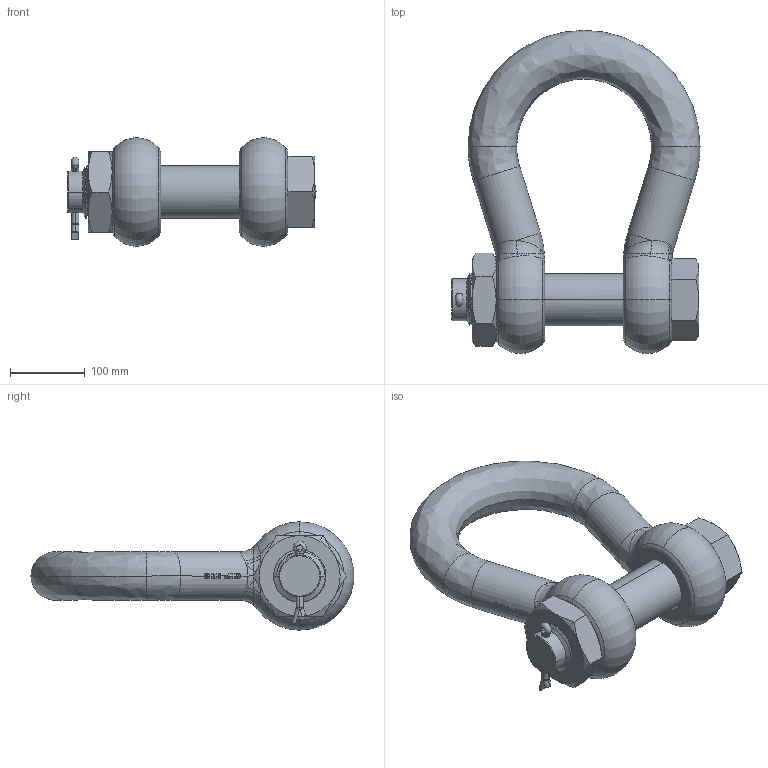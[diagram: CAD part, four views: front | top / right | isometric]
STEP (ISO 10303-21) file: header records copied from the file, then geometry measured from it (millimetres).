
FILE_DESCRIPTION(('STEP AP214'),'1');
FILE_NAME('poghmb65.stp','2017-03-31T16:54:41',('TraceParts'),('TraceParts S.A.'),'Spatial InterOp 3D',' ',' ');
FILE_SCHEMA(('automotive_design'));
Length unit declared in the file: millimetre
Products named in the file (4): poghmb65_1; poghmb65_2; poghmb65_3; poghmb65_4
Bounding box: 331.5 x 431.97 x 145 mm (x, y, z)
Volume: 5112664.2 mm3; surface area: 386094.3 mm2
Topology: 4 solids, 4 shells, 839 faces, 2383 edges, 1568 vertices
Faces by surface type: bspline 374, plane 291, cylinder 135, cone 28, torus 11
Entity records: 44397 total; most frequent: CARTESIAN_POINT 26159, ORIENTED_EDGE 4750, EDGE_CURVE 2375, DIRECTION 2302, VERTEX_POINT 1568, LINE 1022, VECTOR 1022, B_SPLINE_CURVE_WITH_KNOTS 948
